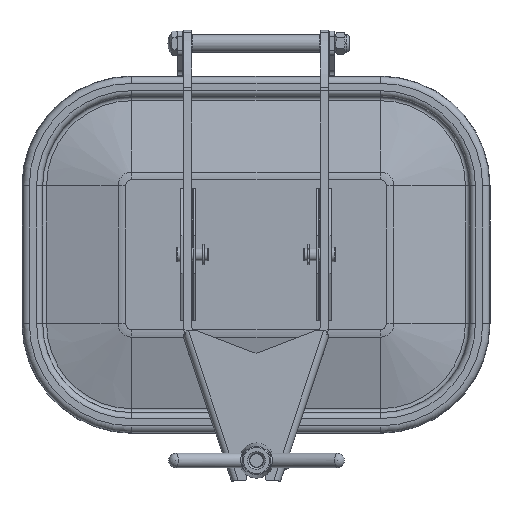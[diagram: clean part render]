
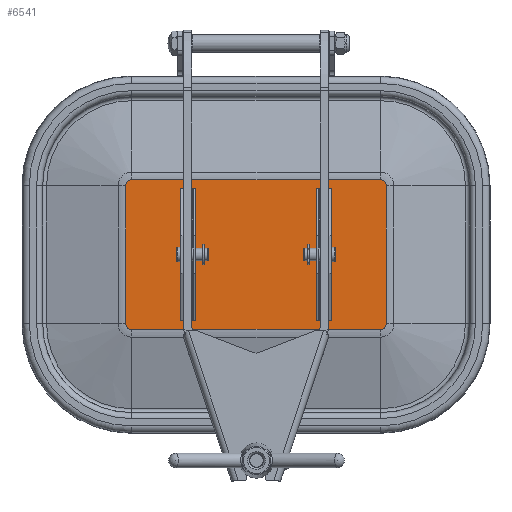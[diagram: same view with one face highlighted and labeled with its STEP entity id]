
A CAD part, top view. The second image highlights one B-rep face of the part: STEP entity #6541.
In plain terms, the highlighted planar face has unit normal (0, 0, 1).
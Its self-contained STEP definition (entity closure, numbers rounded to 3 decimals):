
#617=CIRCLE('',#7790,5.715);
#618=CIRCLE('',#7791,5.715);
#619=CIRCLE('',#7792,5.715);
#620=CIRCLE('',#7793,5.715);
#1553=ORIENTED_EDGE('',*,*,#3040,.T.);
#1554=ORIENTED_EDGE('',*,*,#3041,.T.);
#1555=ORIENTED_EDGE('',*,*,#3042,.T.);
#1556=ORIENTED_EDGE('',*,*,#3043,.T.);
#1557=ORIENTED_EDGE('',*,*,#3044,.T.);
#1558=ORIENTED_EDGE('',*,*,#3045,.T.);
#1559=ORIENTED_EDGE('',*,*,#3046,.T.);
#1560=ORIENTED_EDGE('',*,*,#3047,.T.);
#3040=EDGE_CURVE('',#3817,#3818,#617,.T.);
#3041=EDGE_CURVE('',#3818,#3819,#4406,.T.);
#3042=EDGE_CURVE('',#3819,#3820,#618,.T.);
#3043=EDGE_CURVE('',#3820,#3821,#4407,.T.);
#3044=EDGE_CURVE('',#3821,#3822,#619,.T.);
#3045=EDGE_CURVE('',#3822,#3823,#4408,.T.);
#3046=EDGE_CURVE('',#3823,#3824,#620,.T.);
#3047=EDGE_CURVE('',#3824,#3817,#4409,.T.);
#3817=VERTEX_POINT('',#11184);
#3818=VERTEX_POINT('',#11185);
#3819=VERTEX_POINT('',#11187);
#3820=VERTEX_POINT('',#11189);
#3821=VERTEX_POINT('',#11191);
#3822=VERTEX_POINT('',#11193);
#3823=VERTEX_POINT('',#11195);
#3824=VERTEX_POINT('',#11197);
#4406=LINE('',#11186,#4900);
#4407=LINE('',#11190,#4901);
#4408=LINE('',#11194,#4902);
#4409=LINE('',#11198,#4903);
#4900=VECTOR('',#9143,1000.);
#4901=VECTOR('',#9146,1000.);
#4902=VECTOR('',#9149,1000.);
#4903=VECTOR('',#9152,1000.);
#5344=EDGE_LOOP('',(#1553,#1554,#1555,#1556,#1557,#1558,#1559,#1560));
#5858=FACE_BOUND('',#5344,.T.);
#6269=PLANE('',#7789);
#6541=ADVANCED_FACE('',(#5858),#6269,.T.);
#7789=AXIS2_PLACEMENT_3D('',#11182,#9139,#9140);
#7790=AXIS2_PLACEMENT_3D('',#11183,#9141,#9142);
#7791=AXIS2_PLACEMENT_3D('',#11188,#9144,#9145);
#7792=AXIS2_PLACEMENT_3D('',#11192,#9147,#9148);
#7793=AXIS2_PLACEMENT_3D('',#11196,#9150,#9151);
#9139=DIRECTION('',(0.,0.,1.));
#9140=DIRECTION('',(1.,0.,0.));
#9141=DIRECTION('',(0.,0.,1.));
#9142=DIRECTION('',(1.,0.,0.));
#9143=DIRECTION('',(0.,1.,0.));
#9144=DIRECTION('',(0.,0.,1.));
#9145=DIRECTION('',(1.,0.,0.));
#9146=DIRECTION('',(-1.,0.,0.));
#9147=DIRECTION('',(0.,0.,1.));
#9148=DIRECTION('',(1.,0.,0.));
#9149=DIRECTION('',(0.,-1.,0.));
#9150=DIRECTION('',(0.,0.,1.));
#9151=DIRECTION('',(1.,0.,0.));
#9152=DIRECTION('',(1.,0.,0.));
#11182=CARTESIAN_POINT('',(-120.,66.5,20.));
#11183=CARTESIAN_POINT('',(120.,-66.5,20.));
#11184=CARTESIAN_POINT('',(120.,-72.215,20.));
#11185=CARTESIAN_POINT('',(125.715,-66.5,20.));
#11186=CARTESIAN_POINT('',(125.715,66.5,20.));
#11187=CARTESIAN_POINT('',(125.715,66.5,20.));
#11188=CARTESIAN_POINT('',(120.,66.5,20.));
#11189=CARTESIAN_POINT('',(120.,72.215,20.));
#11190=CARTESIAN_POINT('',(-120.,72.215,20.));
#11191=CARTESIAN_POINT('',(-120.,72.215,20.));
#11192=CARTESIAN_POINT('',(-120.,66.5,20.));
#11193=CARTESIAN_POINT('',(-125.715,66.5,20.));
#11194=CARTESIAN_POINT('',(-125.715,-66.5,20.));
#11195=CARTESIAN_POINT('',(-125.715,-66.5,20.));
#11196=CARTESIAN_POINT('',(-120.,-66.5,20.));
#11197=CARTESIAN_POINT('',(-120.,-72.215,20.));
#11198=CARTESIAN_POINT('',(120.,-72.215,20.));
